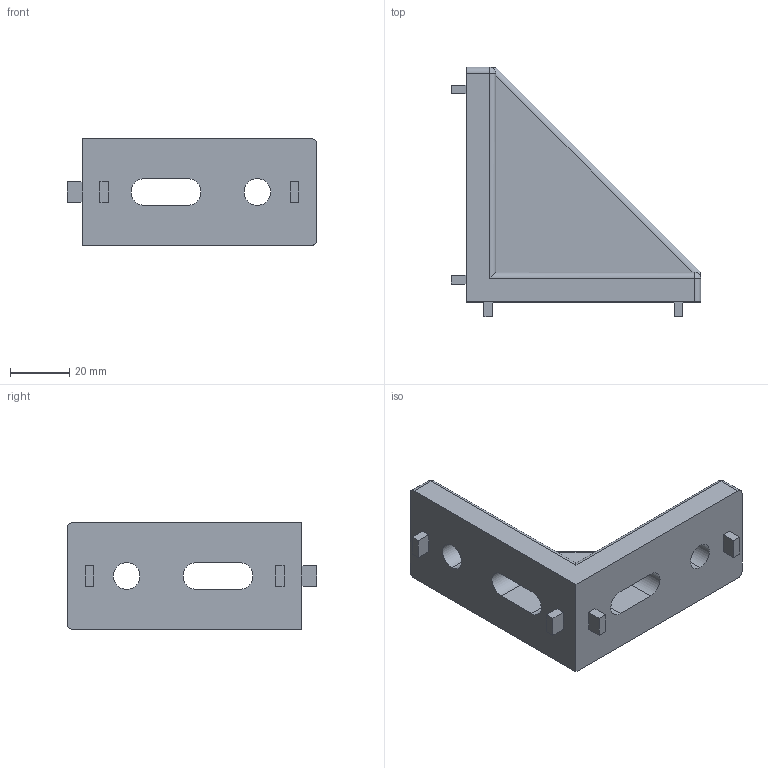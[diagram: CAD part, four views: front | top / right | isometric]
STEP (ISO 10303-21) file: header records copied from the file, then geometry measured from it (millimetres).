
FILE_DESCRIPTION (( 'STEP AP203' ), '1' );
FILE_NAME ('4080角件.STEP', '2019-07-24T03:23:11', ( '微软用户' ), ( '微软中国' ), 'SwSTEP 2.0', 'SolidWorks 2015', '' );
FILE_SCHEMA (( 'CONFIG_CONTROL_DESIGN' ));
Length unit declared in the file: millimetre
Products named in the file (1): 4080褒璃
Bounding box: 84 x 84 x 36 mm (x, y, z)
Volume: 62454.3 mm3; surface area: 19590.5 mm2
Topology: 1 solids, 1 shells, 208 faces, 572 edges, 377 vertices
Faces by surface type: plane 160, bspline 30, cylinder 18
Entity records: 7521 total; most frequent: CARTESIAN_POINT 2345, ORIENTED_EDGE 1140, DIRECTION 889, EDGE_CURVE 570, LINE 479, VECTOR 479, VERTEX_POINT 377, EDGE_LOOP 229
